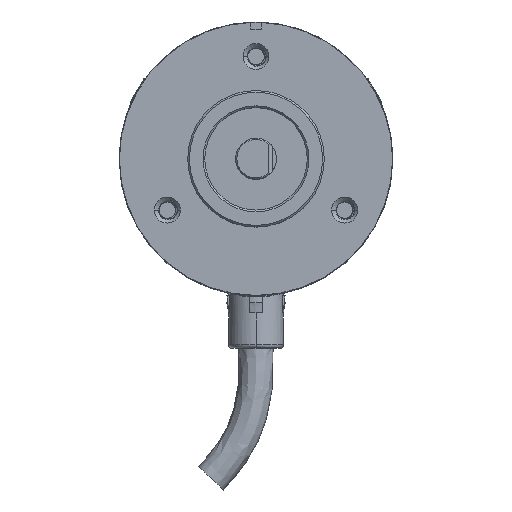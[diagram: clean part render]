
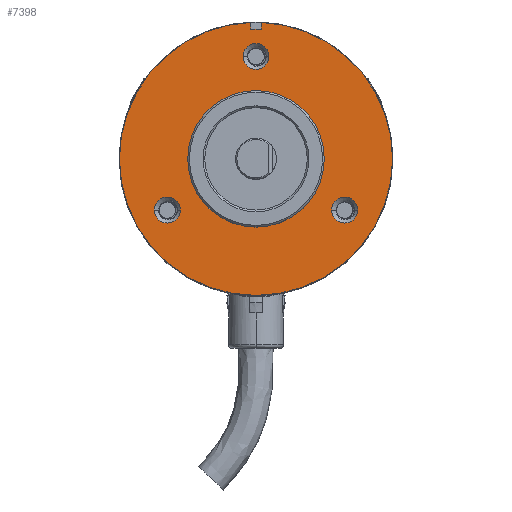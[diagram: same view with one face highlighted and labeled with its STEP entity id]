
A CAD part, top view. The second image highlights one B-rep face of the part: STEP entity #7398.
In plain terms, the highlighted planar face has unit normal (0, 0, 1).
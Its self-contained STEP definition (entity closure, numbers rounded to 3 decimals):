
#147 = CIRCLE ( 'NONE', #6663, 10. ) ;
#265 = CARTESIAN_POINT ( 'NONE',  ( 0.75, 19., -4.8 ) ) ;
#324 = AXIS2_PLACEMENT_3D ( 'NONE', #2600, #755, #3309 ) ;
#347 = DIRECTION ( 'NONE',  ( 1., 0., 0. ) ) ;
#475 = FACE_BOUND ( 'NONE', #4208, .T. ) ;
#572 = CARTESIAN_POINT ( 'NONE',  ( -14.89, -7.5, -4.8 ) ) ;
#609 = VERTEX_POINT ( 'NONE', #739 ) ;
#630 = EDGE_LOOP ( 'NONE', ( #1906, #11222, #10177, #2092, #1871, #805 ) ) ;
#647 = FACE_BOUND ( 'NONE', #11319, .T. ) ;
#654 = VERTEX_POINT ( 'NONE', #6133 ) ;
#674 = EDGE_CURVE ( 'NONE', #3872, #10003, #2505, .T. ) ;
#739 = CARTESIAN_POINT ( 'NONE',  ( 0.75, 19., -4.8 ) ) ;
#755 = DIRECTION ( 'NONE',  ( 0., 0., 1. ) ) ;
#805 = ORIENTED_EDGE ( 'NONE', *, *, #5502, .T. ) ;
#878 = CIRCLE ( 'NONE', #11306, 20. ) ;
#932 = EDGE_CURVE ( 'NONE', #11202, #4582, #1403, .T. ) ;
#976 = DIRECTION ( 'NONE',  ( 1., 0., 0. ) ) ;
#1037 = VERTEX_POINT ( 'NONE', #572 ) ;
#1065 = VERTEX_POINT ( 'NONE', #1434 ) ;
#1071 = AXIS2_PLACEMENT_3D ( 'NONE', #6430, #5343, #3640 ) ;
#1256 = DIRECTION ( 'NONE',  ( 1., 0., 0. ) ) ;
#1403 = CIRCLE ( 'NONE', #8815, 1.9 ) ;
#1420 = CARTESIAN_POINT ( 'NONE',  ( 0., 0., -4.8 ) ) ;
#1434 = CARTESIAN_POINT ( 'NONE',  ( 11.09, -7.5, -4.8 ) ) ;
#1445 = EDGE_CURVE ( 'NONE', #1037, #1797, #8632, .T. ) ;
#1638 = AXIS2_PLACEMENT_3D ( 'NONE', #6562, #7456, #347 ) ;
#1642 = CARTESIAN_POINT ( 'NONE',  ( -11.09, -7.5, -4.8 ) ) ;
#1797 = VERTEX_POINT ( 'NONE', #1642 ) ;
#1871 = ORIENTED_EDGE ( 'NONE', *, *, #10008, .T. ) ;
#1881 = ORIENTED_EDGE ( 'NONE', *, *, #4650, .T. ) ;
#1906 = ORIENTED_EDGE ( 'NONE', *, *, #9704, .T. ) ;
#2012 = CARTESIAN_POINT ( 'NONE',  ( 12.99, -7.5, -4.8 ) ) ;
#2092 = ORIENTED_EDGE ( 'NONE', *, *, #5624, .T. ) ;
#2164 = ORIENTED_EDGE ( 'NONE', *, *, #9749, .T. ) ;
#2492 = EDGE_CURVE ( 'NONE', #1797, #1037, #8527, .T. ) ;
#2505 = CIRCLE ( 'NONE', #5492, 10. ) ;
#2600 = CARTESIAN_POINT ( 'NONE',  ( 0., 0., -4.8 ) ) ;
#2630 = CARTESIAN_POINT ( 'NONE',  ( 0.75, 19.986, -4.8 ) ) ;
#2745 = CIRCLE ( 'NONE', #1071, 1.9 ) ;
#2797 = DIRECTION ( 'NONE',  ( 0., 0., 1. ) ) ;
#2912 = CIRCLE ( 'NONE', #324, 20. ) ;
#3113 = DIRECTION ( 'NONE',  ( 0., 0., -1. ) ) ;
#3152 = VERTEX_POINT ( 'NONE', #7342 ) ;
#3309 = DIRECTION ( 'NONE',  ( 1., 0., 0. ) ) ;
#3329 = ORIENTED_EDGE ( 'NONE', *, *, #932, .T. ) ;
#3631 = CARTESIAN_POINT ( 'NONE',  ( 0., 0., -4.8 ) ) ;
#3640 = DIRECTION ( 'NONE',  ( 1., 0., 0. ) ) ;
#3677 = AXIS2_PLACEMENT_3D ( 'NONE', #7690, #8513, #3965 ) ;
#3813 = DIRECTION ( 'NONE',  ( -1., 0., 0. ) ) ;
#3872 = VERTEX_POINT ( 'NONE', #10533 ) ;
#3965 = DIRECTION ( 'NONE',  ( 1., 0., 0. ) ) ;
#3986 = CARTESIAN_POINT ( 'NONE',  ( -12.99, -7.5, -4.8 ) ) ;
#4068 = VERTEX_POINT ( 'NONE', #9817 ) ;
#4150 = EDGE_LOOP ( 'NONE', ( #3329, #6710 ) ) ;
#4208 = EDGE_LOOP ( 'NONE', ( #8452, #9980 ) ) ;
#4361 = CARTESIAN_POINT ( 'NONE',  ( -0.75, 19.986, -4.8 ) ) ;
#4423 = EDGE_CURVE ( 'NONE', #5781, #654, #6872, .T. ) ;
#4435 = CARTESIAN_POINT ( 'NONE',  ( 0., 0., -4.8 ) ) ;
#4522 = CARTESIAN_POINT ( 'NONE',  ( 12.99, -7.5, -4.8 ) ) ;
#4582 = VERTEX_POINT ( 'NONE', #10884 ) ;
#4598 = AXIS2_PLACEMENT_3D ( 'NONE', #4522, #6371, #10766 ) ;
#4630 = CARTESIAN_POINT ( 'NONE',  ( -10., 0., -4.8 ) ) ;
#4650 = EDGE_CURVE ( 'NONE', #1065, #4068, #8858, .T. ) ;
#5108 = ORIENTED_EDGE ( 'NONE', *, *, #1445, .T. ) ;
#5330 = DIRECTION ( 'NONE',  ( 1., 0., 0. ) ) ;
#5343 = DIRECTION ( 'NONE',  ( 0., 0., -1. ) ) ;
#5349 = VECTOR ( 'NONE', #3813, 1000. ) ;
#5405 = CARTESIAN_POINT ( 'NONE',  ( 20., 0., -4.8 ) ) ;
#5492 = AXIS2_PLACEMENT_3D ( 'NONE', #3631, #6192, #8886 ) ;
#5502 = EDGE_CURVE ( 'NONE', #9488, #609, #10342, .T. ) ;
#5624 = EDGE_CURVE ( 'NONE', #3152, #11027, #878, .T. ) ;
#5768 = FACE_OUTER_BOUND ( 'NONE', #630, .T. ) ;
#5781 = VERTEX_POINT ( 'NONE', #6089 ) ;
#5896 = DIRECTION ( 'NONE',  ( 0., -1., 0. ) ) ;
#6089 = CARTESIAN_POINT ( 'NONE',  ( -0.75, 19., -4.8 ) ) ;
#6133 = CARTESIAN_POINT ( 'NONE',  ( -0.75, 19.986, -4.8 ) ) ;
#6192 = DIRECTION ( 'NONE',  ( 0., 0., -1. ) ) ;
#6263 = LINE ( 'NONE', #265, #5349 ) ;
#6271 = CARTESIAN_POINT ( 'NONE',  ( 0., 15., -4.8 ) ) ;
#6371 = DIRECTION ( 'NONE',  ( 0., 0., -1. ) ) ;
#6401 = CIRCLE ( 'NONE', #7178, 20. ) ;
#6430 = CARTESIAN_POINT ( 'NONE',  ( 0., 15., -4.8 ) ) ;
#6432 = VECTOR ( 'NONE', #5896, 1000. ) ;
#6562 = CARTESIAN_POINT ( 'NONE',  ( -12.99, -7.5, -4.8 ) ) ;
#6640 = FACE_BOUND ( 'NONE', #4150, .T. ) ;
#6663 = AXIS2_PLACEMENT_3D ( 'NONE', #1420, #7488, #1256 ) ;
#6710 = ORIENTED_EDGE ( 'NONE', *, *, #9778, .T. ) ;
#6758 = FACE_BOUND ( 'NONE', #7567, .T. ) ;
#6840 = CIRCLE ( 'NONE', #4598, 1.9 ) ;
#6872 = LINE ( 'NONE', #4361, #7568 ) ;
#7007 = EDGE_CURVE ( 'NONE', #10003, #3872, #147, .T. ) ;
#7178 = AXIS2_PLACEMENT_3D ( 'NONE', #8990, #10812, #5330 ) ;
#7241 = DIRECTION ( 'NONE',  ( 1., 0., 0. ) ) ;
#7286 = DIRECTION ( 'NONE',  ( 0., 0., -1. ) ) ;
#7342 = CARTESIAN_POINT ( 'NONE',  ( -20., 0., -4.8 ) ) ;
#7398 = ADVANCED_FACE ( 'NONE', ( #475, #6640, #6758, #647, #5768 ), #10275, .T. ) ;
#7456 = DIRECTION ( 'NONE',  ( 0., 0., -1. ) ) ;
#7488 = DIRECTION ( 'NONE',  ( 0., 0., -1. ) ) ;
#7567 = EDGE_LOOP ( 'NONE', ( #8225, #5108 ) ) ;
#7568 = VECTOR ( 'NONE', #10439, 1000. ) ;
#7690 = CARTESIAN_POINT ( 'NONE',  ( 0., 0., -4.8 ) ) ;
#8063 = EDGE_CURVE ( 'NONE', #654, #3152, #2912, .T. ) ;
#8225 = ORIENTED_EDGE ( 'NONE', *, *, #2492, .T. ) ;
#8452 = ORIENTED_EDGE ( 'NONE', *, *, #674, .T. ) ;
#8513 = DIRECTION ( 'NONE',  ( 0., 0., 1. ) ) ;
#8527 = CIRCLE ( 'NONE', #1638, 1.9 ) ;
#8632 = CIRCLE ( 'NONE', #11254, 1.9 ) ;
#8815 = AXIS2_PLACEMENT_3D ( 'NONE', #6271, #7286, #10892 ) ;
#8858 = CIRCLE ( 'NONE', #9227, 1.9 ) ;
#8886 = DIRECTION ( 'NONE',  ( 1., 0., 0. ) ) ;
#8990 = CARTESIAN_POINT ( 'NONE',  ( 0., 0., -4.8 ) ) ;
#9227 = AXIS2_PLACEMENT_3D ( 'NONE', #2012, #9891, #976 ) ;
#9488 = VERTEX_POINT ( 'NONE', #2630 ) ;
#9618 = CARTESIAN_POINT ( 'NONE',  ( 0.75, 19.986, -4.8 ) ) ;
#9704 = EDGE_CURVE ( 'NONE', #609, #5781, #6263, .T. ) ;
#9749 = EDGE_CURVE ( 'NONE', #4068, #1065, #6840, .T. ) ;
#9778 = EDGE_CURVE ( 'NONE', #4582, #11202, #2745, .T. ) ;
#9817 = CARTESIAN_POINT ( 'NONE',  ( 14.89, -7.5, -4.8 ) ) ;
#9891 = DIRECTION ( 'NONE',  ( 0., 0., -1. ) ) ;
#9980 = ORIENTED_EDGE ( 'NONE', *, *, #7007, .T. ) ;
#10003 = VERTEX_POINT ( 'NONE', #4630 ) ;
#10008 = EDGE_CURVE ( 'NONE', #11027, #9488, #6401, .T. ) ;
#10177 = ORIENTED_EDGE ( 'NONE', *, *, #8063, .T. ) ;
#10241 = DIRECTION ( 'NONE',  ( 1., 0., 0. ) ) ;
#10275 = PLANE ( 'NONE',  #3677 ) ;
#10342 = LINE ( 'NONE', #9618, #6432 ) ;
#10439 = DIRECTION ( 'NONE',  ( 0., 1., 0. ) ) ;
#10533 = CARTESIAN_POINT ( 'NONE',  ( 10., 0., -4.8 ) ) ;
#10766 = DIRECTION ( 'NONE',  ( 1., 0., 0. ) ) ;
#10812 = DIRECTION ( 'NONE',  ( 0., 0., 1. ) ) ;
#10884 = CARTESIAN_POINT ( 'NONE',  ( -1.9, 15., -4.8 ) ) ;
#10892 = DIRECTION ( 'NONE',  ( 1., 0., 0. ) ) ;
#11027 = VERTEX_POINT ( 'NONE', #5405 ) ;
#11202 = VERTEX_POINT ( 'NONE', #11448 ) ;
#11222 = ORIENTED_EDGE ( 'NONE', *, *, #4423, .T. ) ;
#11254 = AXIS2_PLACEMENT_3D ( 'NONE', #3986, #3113, #10241 ) ;
#11306 = AXIS2_PLACEMENT_3D ( 'NONE', #4435, #2797, #7241 ) ;
#11319 = EDGE_LOOP ( 'NONE', ( #2164, #1881 ) ) ;
#11448 = CARTESIAN_POINT ( 'NONE',  ( 1.9, 15., -4.8 ) ) ;
